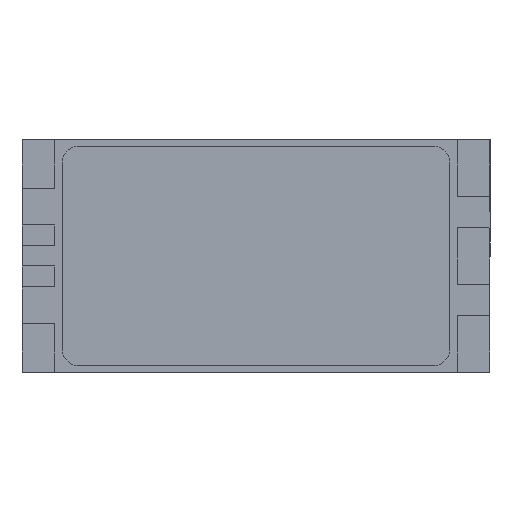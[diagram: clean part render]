
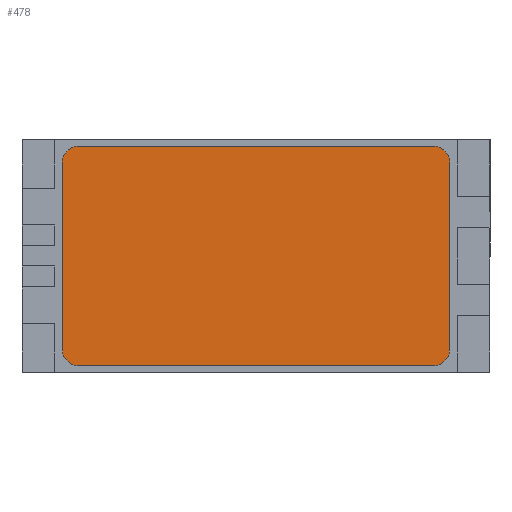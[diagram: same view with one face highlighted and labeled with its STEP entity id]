
A CAD part, top view. The second image highlights one B-rep face of the part: STEP entity #478.
In plain terms, the highlighted planar face has unit normal (0, 0, 1).
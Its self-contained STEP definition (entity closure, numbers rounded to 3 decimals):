
#11 = ORIENTED_EDGE ( 'NONE', *, *, #595, .T. ) ;
#21 = DIRECTION ( 'NONE',  ( 0., 0., 1. ) ) ;
#72 = CARTESIAN_POINT ( 'NONE',  ( 12., -5.8, 3.1 ) ) ;
#112 = AXIS2_PLACEMENT_3D ( 'NONE', #1974, #1527, #151 ) ;
#115 = CIRCLE ( 'NONE', #1038, 1. ) ;
#136 = CIRCLE ( 'NONE', #239, 1. ) ;
#147 = ORIENTED_EDGE ( 'NONE', *, *, #1839, .T. ) ;
#151 = DIRECTION ( 'NONE',  ( -1., 0., 0. ) ) ;
#186 = ORIENTED_EDGE ( 'NONE', *, *, #349, .T. ) ;
#190 = ORIENTED_EDGE ( 'NONE', *, *, #1633, .T. ) ;
#205 = DIRECTION ( 'NONE',  ( -1., 0., 0. ) ) ;
#207 = VERTEX_POINT ( 'NONE', #72 ) ;
#239 = AXIS2_PLACEMENT_3D ( 'NONE', #1542, #21, #773 ) ;
#249 = CARTESIAN_POINT ( 'NONE',  ( -12., -5.8, 3.1 ) ) ;
#261 = ORIENTED_EDGE ( 'NONE', *, *, #1328, .T. ) ;
#303 = CARTESIAN_POINT ( 'NONE',  ( 11., -6.8, 3.1 ) ) ;
#349 = EDGE_CURVE ( 'NONE', #207, #739, #1019, .T. ) ;
#365 = CARTESIAN_POINT ( 'NONE',  ( -12., -5.8, 3.1 ) ) ;
#378 = VERTEX_POINT ( 'NONE', #927 ) ;
#397 = VECTOR ( 'NONE', #1908, 1000. ) ;
#399 = VECTOR ( 'NONE', #1162, 1000. ) ;
#437 = VECTOR ( 'NONE', #1475, 1000. ) ;
#462 = EDGE_CURVE ( 'NONE', #739, #1098, #136, .T. ) ;
#478 = ADVANCED_FACE ( 'NONE', ( #650 ), #660, .F. ) ;
#520 = AXIS2_PLACEMENT_3D ( 'NONE', #1704, #1378, #922 ) ;
#542 = DIRECTION ( 'NONE',  ( 0., -1., 0. ) ) ;
#559 = CARTESIAN_POINT ( 'NONE',  ( -11., -6.8, 3.1 ) ) ;
#595 = EDGE_CURVE ( 'NONE', #1366, #1717, #1916, .T. ) ;
#624 = ORIENTED_EDGE ( 'NONE', *, *, #721, .T. ) ;
#630 = EDGE_LOOP ( 'NONE', ( #1859, #261, #624, #11, #190, #186, #1425, #147 ) ) ;
#638 = DIRECTION ( 'NONE',  ( -1., 0., 0. ) ) ;
#650 = FACE_OUTER_BOUND ( 'NONE', #630, .T. ) ;
#660 = PLANE ( 'NONE',  #963 ) ;
#681 = CARTESIAN_POINT ( 'NONE',  ( -11., -6.8, 3.1 ) ) ;
#721 = EDGE_CURVE ( 'NONE', #1065, #1366, #1689, .T. ) ;
#739 = VERTEX_POINT ( 'NONE', #1964 ) ;
#773 = DIRECTION ( 'NONE',  ( -1., 0., 0. ) ) ;
#832 = CARTESIAN_POINT ( 'NONE',  ( 11., 6.8, 3.1 ) ) ;
#922 = DIRECTION ( 'NONE',  ( 1., 0., 0. ) ) ;
#927 = CARTESIAN_POINT ( 'NONE',  ( -11., 6.8, 3.1 ) ) ;
#963 = AXIS2_PLACEMENT_3D ( 'NONE', #1580, #1863, #638 ) ;
#1015 = VECTOR ( 'NONE', #542, 1000. ) ;
#1019 = LINE ( 'NONE', #1650, #399 ) ;
#1038 = AXIS2_PLACEMENT_3D ( 'NONE', #1226, #1405, #205 ) ;
#1065 = VERTEX_POINT ( 'NONE', #365 ) ;
#1070 = VERTEX_POINT ( 'NONE', #1094 ) ;
#1094 = CARTESIAN_POINT ( 'NONE',  ( -12., 5.8, 3.1 ) ) ;
#1098 = VERTEX_POINT ( 'NONE', #832 ) ;
#1153 = CARTESIAN_POINT ( 'NONE',  ( -11., 6.8, 3.1 ) ) ;
#1162 = DIRECTION ( 'NONE',  ( 0., 1., 0. ) ) ;
#1181 = CIRCLE ( 'NONE', #520, 1. ) ;
#1226 = CARTESIAN_POINT ( 'NONE',  ( -11., 5.8, 3.1 ) ) ;
#1328 = EDGE_CURVE ( 'NONE', #1070, #1065, #1933, .T. ) ;
#1350 = LINE ( 'NONE', #1153, #437 ) ;
#1366 = VERTEX_POINT ( 'NONE', #559 ) ;
#1378 = DIRECTION ( 'NONE',  ( 0., 0., 1. ) ) ;
#1405 = DIRECTION ( 'NONE',  ( 0., 0., 1. ) ) ;
#1425 = ORIENTED_EDGE ( 'NONE', *, *, #462, .T. ) ;
#1475 = DIRECTION ( 'NONE',  ( -1., 0., 0. ) ) ;
#1527 = DIRECTION ( 'NONE',  ( 0., 0., 1. ) ) ;
#1542 = CARTESIAN_POINT ( 'NONE',  ( 11., 5.8, 3.1 ) ) ;
#1580 = CARTESIAN_POINT ( 'NONE',  ( -11., 5.8, 3.1 ) ) ;
#1633 = EDGE_CURVE ( 'NONE', #1717, #207, #1181, .T. ) ;
#1650 = CARTESIAN_POINT ( 'NONE',  ( 12., -5.8, 3.1 ) ) ;
#1689 = CIRCLE ( 'NONE', #112, 1. ) ;
#1704 = CARTESIAN_POINT ( 'NONE',  ( 11., -5.8, 3.1 ) ) ;
#1717 = VERTEX_POINT ( 'NONE', #303 ) ;
#1839 = EDGE_CURVE ( 'NONE', #1098, #378, #1350, .T. ) ;
#1859 = ORIENTED_EDGE ( 'NONE', *, *, #1976, .T. ) ;
#1863 = DIRECTION ( 'NONE',  ( 0., 0., -1. ) ) ;
#1908 = DIRECTION ( 'NONE',  ( 1., 0., 0. ) ) ;
#1916 = LINE ( 'NONE', #681, #397 ) ;
#1933 = LINE ( 'NONE', #249, #1015 ) ;
#1964 = CARTESIAN_POINT ( 'NONE',  ( 12., 5.8, 3.1 ) ) ;
#1974 = CARTESIAN_POINT ( 'NONE',  ( -11., -5.8, 3.1 ) ) ;
#1976 = EDGE_CURVE ( 'NONE', #378, #1070, #115, .T. ) ;
